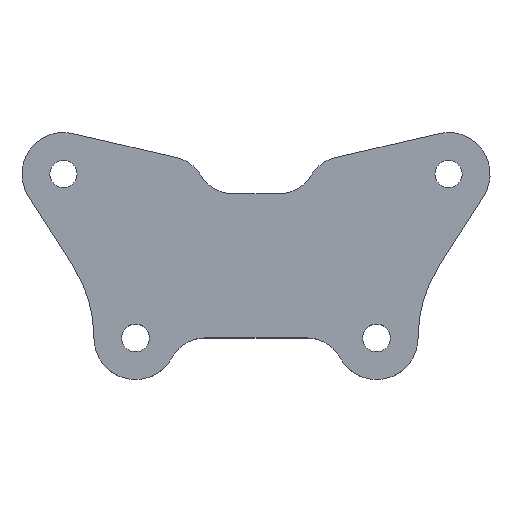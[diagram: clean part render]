
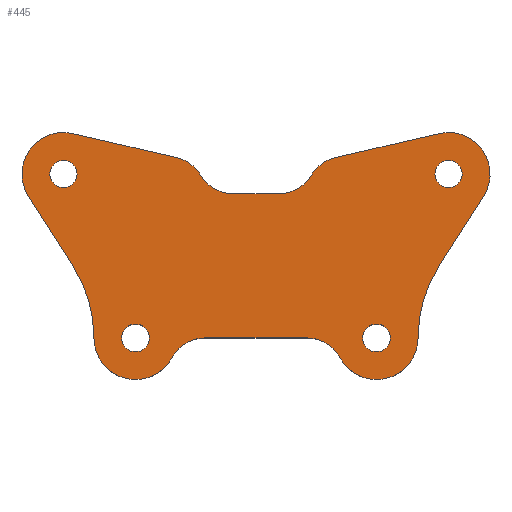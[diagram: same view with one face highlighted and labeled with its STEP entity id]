
A CAD part, top view. The second image highlights one B-rep face of the part: STEP entity #445.
In plain terms, the highlighted planar face has unit normal (0, 0, 1).
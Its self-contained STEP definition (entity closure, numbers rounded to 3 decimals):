
#31=FACE_BOUND('',#64,.T.);
#32=FACE_BOUND('',#65,.T.);
#33=FACE_BOUND('',#66,.T.);
#34=FACE_BOUND('',#67,.T.);
#39=FACE_OUTER_BOUND('',#63,.T.);
#63=EDGE_LOOP('',(#305,#306,#307,#308,#309,#310,#311,#312,#313,#314,#315,
#316,#317,#318,#319,#320,#321,#322));
#64=EDGE_LOOP('',(#323));
#65=EDGE_LOOP('',(#324));
#66=EDGE_LOOP('',(#325));
#67=EDGE_LOOP('',(#326));
#95=CIRCLE('',#484,4.);
#96=CIRCLE('',#485,4.);
#97=CIRCLE('',#486,4.5);
#98=CIRCLE('',#487,14.5);
#99=CIRCLE('',#488,4.5);
#100=CIRCLE('',#489,4.);
#101=CIRCLE('',#490,4.);
#102=CIRCLE('',#491,4.5);
#103=CIRCLE('',#492,14.5);
#104=CIRCLE('',#493,4.5);
#105=CIRCLE('',#494,4.);
#106=CIRCLE('',#495,4.);
#107=CIRCLE('',#496,1.475);
#108=CIRCLE('',#497,1.5);
#109=CIRCLE('',#498,1.5);
#110=CIRCLE('',#499,1.475);
#127=LINE('',#691,#161);
#128=LINE('',#697,#162);
#129=LINE('',#701,#163);
#130=LINE('',#709,#164);
#131=LINE('',#717,#165);
#132=LINE('',#721,#166);
#161=VECTOR('',#543,10.);
#162=VECTOR('',#548,10.);
#163=VECTOR('',#551,10.);
#164=VECTOR('',#558,10.);
#165=VECTOR('',#565,10.);
#166=VECTOR('',#568,10.);
#195=VERTEX_POINT('',#689);
#196=VERTEX_POINT('',#690);
#197=VERTEX_POINT('',#692);
#198=VERTEX_POINT('',#694);
#199=VERTEX_POINT('',#696);
#200=VERTEX_POINT('',#698);
#201=VERTEX_POINT('',#700);
#202=VERTEX_POINT('',#702);
#203=VERTEX_POINT('',#704);
#204=VERTEX_POINT('',#706);
#205=VERTEX_POINT('',#708);
#206=VERTEX_POINT('',#710);
#207=VERTEX_POINT('',#712);
#208=VERTEX_POINT('',#714);
#209=VERTEX_POINT('',#716);
#210=VERTEX_POINT('',#718);
#211=VERTEX_POINT('',#720);
#212=VERTEX_POINT('',#722);
#213=VERTEX_POINT('',#725);
#214=VERTEX_POINT('',#727);
#215=VERTEX_POINT('',#729);
#216=VERTEX_POINT('',#731);
#239=EDGE_CURVE('',#195,#196,#127,.T.);
#240=EDGE_CURVE('',#197,#195,#95,.T.);
#241=EDGE_CURVE('',#198,#197,#96,.T.);
#242=EDGE_CURVE('',#199,#198,#128,.T.);
#243=EDGE_CURVE('',#200,#199,#97,.T.);
#244=EDGE_CURVE('',#201,#200,#129,.T.);
#245=EDGE_CURVE('',#202,#201,#98,.T.);
#246=EDGE_CURVE('',#203,#202,#99,.T.);
#247=EDGE_CURVE('',#204,#203,#100,.T.);
#248=EDGE_CURVE('',#205,#204,#130,.T.);
#249=EDGE_CURVE('',#206,#205,#101,.T.);
#250=EDGE_CURVE('',#207,#206,#102,.T.);
#251=EDGE_CURVE('',#208,#207,#103,.T.);
#252=EDGE_CURVE('',#209,#208,#131,.T.);
#253=EDGE_CURVE('',#210,#209,#104,.T.);
#254=EDGE_CURVE('',#211,#210,#132,.T.);
#255=EDGE_CURVE('',#212,#211,#105,.T.);
#256=EDGE_CURVE('',#196,#212,#106,.T.);
#257=EDGE_CURVE('',#213,#213,#107,.T.);
#258=EDGE_CURVE('',#214,#214,#108,.T.);
#259=EDGE_CURVE('',#215,#215,#109,.T.);
#260=EDGE_CURVE('',#216,#216,#110,.T.);
#305=ORIENTED_EDGE('',*,*,#239,.F.);
#306=ORIENTED_EDGE('',*,*,#240,.F.);
#307=ORIENTED_EDGE('',*,*,#241,.F.);
#308=ORIENTED_EDGE('',*,*,#242,.F.);
#309=ORIENTED_EDGE('',*,*,#243,.F.);
#310=ORIENTED_EDGE('',*,*,#244,.F.);
#311=ORIENTED_EDGE('',*,*,#245,.F.);
#312=ORIENTED_EDGE('',*,*,#246,.F.);
#313=ORIENTED_EDGE('',*,*,#247,.F.);
#314=ORIENTED_EDGE('',*,*,#248,.F.);
#315=ORIENTED_EDGE('',*,*,#249,.F.);
#316=ORIENTED_EDGE('',*,*,#250,.F.);
#317=ORIENTED_EDGE('',*,*,#251,.F.);
#318=ORIENTED_EDGE('',*,*,#252,.F.);
#319=ORIENTED_EDGE('',*,*,#253,.F.);
#320=ORIENTED_EDGE('',*,*,#254,.F.);
#321=ORIENTED_EDGE('',*,*,#255,.F.);
#322=ORIENTED_EDGE('',*,*,#256,.F.);
#323=ORIENTED_EDGE('',*,*,#257,.F.);
#324=ORIENTED_EDGE('',*,*,#258,.F.);
#325=ORIENTED_EDGE('',*,*,#259,.F.);
#326=ORIENTED_EDGE('',*,*,#260,.F.);
#437=PLANE('',#483);
#445=ADVANCED_FACE('',(#39,#31,#32,#33,#34),#437,.T.);
#483=AXIS2_PLACEMENT_3D('',#688,#541,#542);
#484=AXIS2_PLACEMENT_3D('',#693,#544,#545);
#485=AXIS2_PLACEMENT_3D('',#695,#546,#547);
#486=AXIS2_PLACEMENT_3D('',#699,#549,#550);
#487=AXIS2_PLACEMENT_3D('',#703,#552,#553);
#488=AXIS2_PLACEMENT_3D('',#705,#554,#555);
#489=AXIS2_PLACEMENT_3D('',#707,#556,#557);
#490=AXIS2_PLACEMENT_3D('',#711,#559,#560);
#491=AXIS2_PLACEMENT_3D('',#713,#561,#562);
#492=AXIS2_PLACEMENT_3D('',#715,#563,#564);
#493=AXIS2_PLACEMENT_3D('',#719,#566,#567);
#494=AXIS2_PLACEMENT_3D('',#723,#569,#570);
#495=AXIS2_PLACEMENT_3D('',#724,#571,#572);
#496=AXIS2_PLACEMENT_3D('',#726,#573,#574);
#497=AXIS2_PLACEMENT_3D('',#728,#575,#576);
#498=AXIS2_PLACEMENT_3D('',#730,#577,#578);
#499=AXIS2_PLACEMENT_3D('',#732,#579,#580);
#541=DIRECTION('center_axis',(0.,0.,1.));
#542=DIRECTION('ref_axis',(-1.,0.,0.));
#543=DIRECTION('',(1.,0.,0.));
#544=DIRECTION('center_axis',(0.,0.,1.));
#545=DIRECTION('ref_axis',(-0.5,-0.866,0.));
#546=DIRECTION('center_axis',(0.,0.,-1.));
#547=DIRECTION('ref_axis',(0.783,0.622,0.));
#548=DIRECTION('',(0.974,-0.226,0.));
#549=DIRECTION('center_axis',(0.,0.,-1.));
#550=DIRECTION('ref_axis',(-1.,0.,0.));
#551=DIRECTION('',(-0.539,0.843,0.));
#552=DIRECTION('center_axis',(0.,0.,1.));
#553=DIRECTION('ref_axis',(1.,0.,0.));
#554=DIRECTION('center_axis',(0.,0.,-1.));
#555=DIRECTION('ref_axis',(-1.,0.,0.));
#556=DIRECTION('center_axis',(0.,0.,1.));
#557=DIRECTION('ref_axis',(-0.514,0.857,0.));
#558=DIRECTION('',(-1.,0.,0.));
#559=DIRECTION('center_axis',(0.,0.,1.));
#560=DIRECTION('ref_axis',(0.514,0.857,0.));
#561=DIRECTION('center_axis',(0.,0.,-1.));
#562=DIRECTION('ref_axis',(-1.,0.,0.));
#563=DIRECTION('center_axis',(0.,0.,1.));
#564=DIRECTION('ref_axis',(-0.843,0.539,0.));
#565=DIRECTION('',(-0.539,-0.843,0.));
#566=DIRECTION('center_axis',(0.,0.,-1.));
#567=DIRECTION('ref_axis',(-1.,0.,0.));
#568=DIRECTION('',(0.974,0.226,0.));
#569=DIRECTION('center_axis',(0.,0.,-1.));
#570=DIRECTION('ref_axis',(-0.783,0.622,0.));
#571=DIRECTION('center_axis',(0.,0.,1.));
#572=DIRECTION('ref_axis',(0.5,-0.866,0.));
#573=DIRECTION('center_axis',(0.,0.,1.));
#574=DIRECTION('ref_axis',(-1.,0.,0.));
#575=DIRECTION('center_axis',(0.,0.,1.));
#576=DIRECTION('ref_axis',(-1.,0.,0.));
#577=DIRECTION('center_axis',(0.,0.,1.));
#578=DIRECTION('ref_axis',(-1.,0.,0.));
#579=DIRECTION('center_axis',(0.,0.,1.));
#580=DIRECTION('ref_axis',(-1.,0.,0.));
#688=CARTESIAN_POINT('Origin',(149.971,342.13,6.666));
#689=CARTESIAN_POINT('',(147.449,303.003,6.666));
#690=CARTESIAN_POINT('',(152.493,303.003,6.666));
#691=CARTESIAN_POINT('',(148.71,303.003,6.666));
#692=CARTESIAN_POINT('',(143.985,305.003,6.666));
#693=CARTESIAN_POINT('Origin',(147.449,307.003,6.666));
#694=CARTESIAN_POINT('',(141.426,306.899,6.666));
#695=CARTESIAN_POINT('Origin',(140.521,303.003,6.666));
#696=CARTESIAN_POINT('',(130.14,309.521,6.666));
#697=CARTESIAN_POINT('',(135.954,308.17,6.666));
#698=CARTESIAN_POINT('',(125.33,302.714,6.666));
#699=CARTESIAN_POINT('Origin',(129.121,305.138,6.666));
#700=CARTESIAN_POINT('',(130.138,295.194,6.666));
#701=CARTESIAN_POINT('',(122.365,307.352,6.666));
#702=CARTESIAN_POINT('',(132.421,287.383,6.666));
#703=CARTESIAN_POINT('Origin',(117.921,287.383,6.666));
#704=CARTESIAN_POINT('',(140.892,285.262,6.666));
#705=CARTESIAN_POINT('Origin',(136.921,287.38,6.666));
#706=CARTESIAN_POINT('',(144.421,287.38,6.666));
#707=CARTESIAN_POINT('Origin',(144.421,283.38,6.666));
#708=CARTESIAN_POINT('',(155.521,287.38,6.666));
#709=CARTESIAN_POINT('',(152.746,287.38,6.666));
#710=CARTESIAN_POINT('',(159.051,285.262,6.666));
#711=CARTESIAN_POINT('Origin',(155.521,283.38,6.666));
#712=CARTESIAN_POINT('',(167.521,287.383,6.666));
#713=CARTESIAN_POINT('Origin',(163.021,287.38,6.666));
#714=CARTESIAN_POINT('',(169.805,295.194,6.666));
#715=CARTESIAN_POINT('Origin',(182.021,287.383,6.666));
#716=CARTESIAN_POINT('',(174.613,302.714,6.666));
#717=CARTESIAN_POINT('',(179.982,311.111,6.666));
#718=CARTESIAN_POINT('',(169.803,309.521,6.666));
#719=CARTESIAN_POINT('Origin',(170.821,305.138,6.666));
#720=CARTESIAN_POINT('',(158.516,306.899,6.666));
#721=CARTESIAN_POINT('',(158.345,306.859,6.666));
#722=CARTESIAN_POINT('',(155.957,305.003,6.666));
#723=CARTESIAN_POINT('Origin',(159.421,303.003,6.666));
#724=CARTESIAN_POINT('Origin',(152.493,307.003,6.666));
#725=CARTESIAN_POINT('',(172.296,305.138,6.666));
#726=CARTESIAN_POINT('Origin',(170.821,305.138,6.666));
#727=CARTESIAN_POINT('',(164.521,287.38,6.666));
#728=CARTESIAN_POINT('Origin',(163.021,287.38,6.666));
#729=CARTESIAN_POINT('',(138.421,287.38,6.666));
#730=CARTESIAN_POINT('Origin',(136.921,287.38,6.666));
#731=CARTESIAN_POINT('',(130.596,305.138,6.666));
#732=CARTESIAN_POINT('Origin',(129.121,305.138,6.666));
